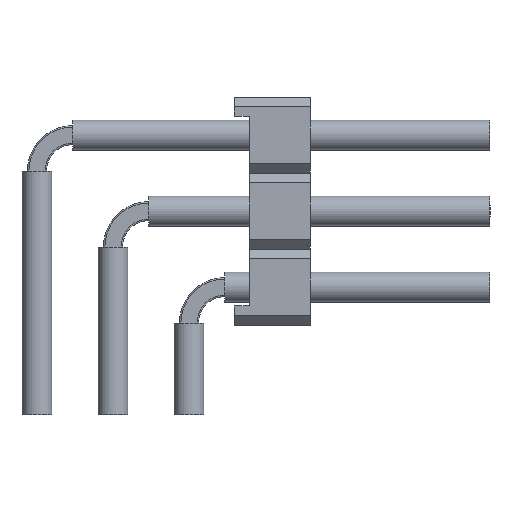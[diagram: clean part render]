
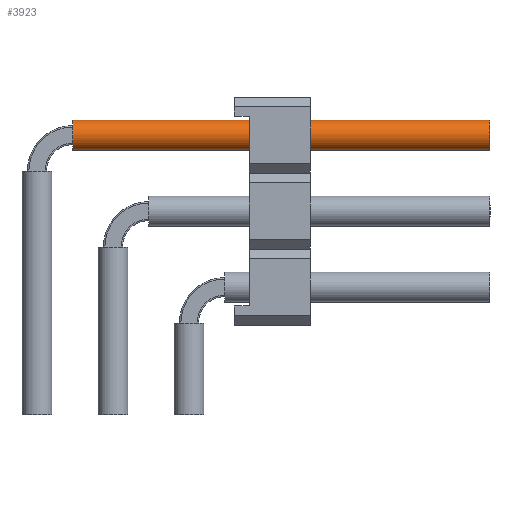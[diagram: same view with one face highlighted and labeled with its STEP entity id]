
A CAD part, left-side view. The second image highlights one B-rep face of the part: STEP entity #3923.
In plain terms, the highlighted cylindrical face has radius 0.5 mm (diameter 1 mm), a full revolution.
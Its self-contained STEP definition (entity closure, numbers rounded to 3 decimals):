
#1992=ORIENTED_EDGE('',*,*,#2632,.F.);
#1993=ORIENTED_EDGE('',*,*,#2633,.T.);
#2632=EDGE_CURVE('',#3032,#3032,#3196,.T.);
#2633=EDGE_CURVE('',#3033,#3033,#3197,.T.);
#3032=VERTEX_POINT('',#6601);
#3033=VERTEX_POINT('',#6603);
#3196=CIRCLE('',#4367,0.5);
#3197=CIRCLE('',#4368,0.5);
#3412=EDGE_LOOP('',(#1992));
#3413=EDGE_LOOP('',(#1993));
#3642=FACE_BOUND('',#3412,.T.);
#3643=FACE_BOUND('',#3413,.T.);
#3737=CYLINDRICAL_SURFACE('',#4366,0.5);
#3923=ADVANCED_FACE('',(#3642,#3643),#3737,.F.);
#4366=AXIS2_PLACEMENT_3D('',#6599,#5422,#5423);
#4367=AXIS2_PLACEMENT_3D('',#6600,#5424,#5425);
#4368=AXIS2_PLACEMENT_3D('',#6602,#5426,#5427);
#5422=DIRECTION('',(1.,0.,0.));
#5423=DIRECTION('',(0.,0.,-1.));
#5424=DIRECTION('',(-1.,0.,0.));
#5425=DIRECTION('',(0.,0.,1.));
#5426=DIRECTION('',(-1.,0.,0.));
#5427=DIRECTION('',(0.,0.,1.));
#6599=CARTESIAN_POINT('',(1.2,0.,9.35));
#6600=CARTESIAN_POINT('',(15.14,0.,9.35));
#6601=CARTESIAN_POINT('',(15.14,0.,9.85));
#6602=CARTESIAN_POINT('',(1.2,0.,9.35));
#6603=CARTESIAN_POINT('',(1.2,0.,9.85));
